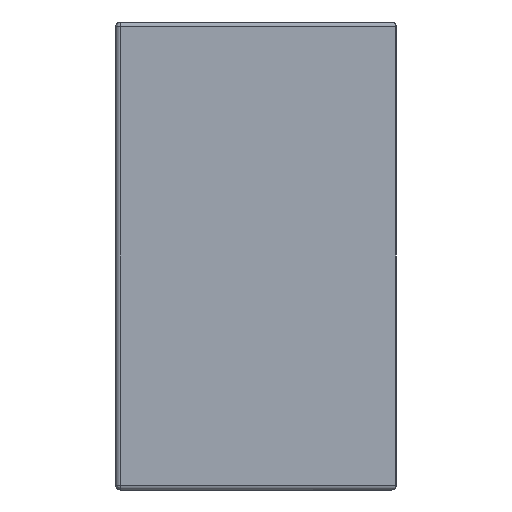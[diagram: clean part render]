
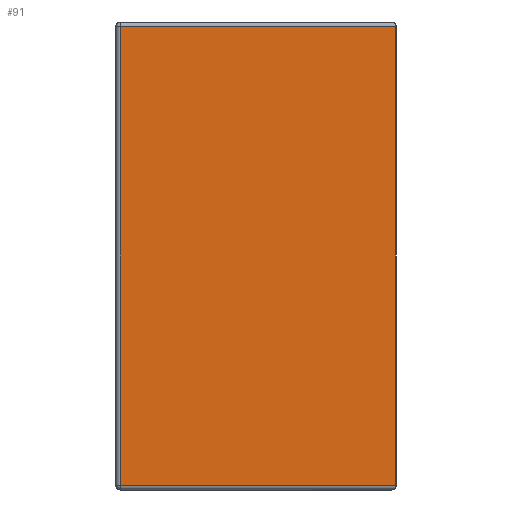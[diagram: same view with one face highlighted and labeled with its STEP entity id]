
A CAD part, left-side view. The second image highlights one B-rep face of the part: STEP entity #91.
In plain terms, the highlighted planar face has unit normal (-1, 0, 0).
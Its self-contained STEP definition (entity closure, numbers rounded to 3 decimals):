
#3 = CARTESIAN_POINT ( 'NONE',  ( -1.25, -0.598, -0.98 ) ) ;
#18 = ORIENTED_EDGE ( 'NONE', *, *, #440, .F. ) ;
#39 = ORIENTED_EDGE ( 'NONE', *, *, #677, .F. ) ;
#52 = EDGE_CURVE ( 'NONE', #770, #102, #117, .T. ) ;
#58 = LINE ( 'NONE', #132, #203 ) ;
#91 = ADVANCED_FACE ( 'NONE', ( #555 ), #139, .F. ) ;
#102 = VERTEX_POINT ( 'NONE', #494 ) ;
#117 = LINE ( 'NONE', #467, #130 ) ;
#130 = VECTOR ( 'NONE', #591, 1000. ) ;
#132 = CARTESIAN_POINT ( 'NONE',  ( -1.25, -0.598, 1. ) ) ;
#139 = PLANE ( 'NONE',  #428 ) ;
#164 = EDGE_CURVE ( 'NONE', #311, #770, #610, .T. ) ;
#203 = VECTOR ( 'NONE', #708, 1000. ) ;
#221 = ORIENTED_EDGE ( 'NONE', *, *, #164, .F. ) ;
#222 = CARTESIAN_POINT ( 'NONE',  ( -1.25, -0.598, 0.98 ) ) ;
#243 = DIRECTION ( 'NONE',  ( 0., 0., -1. ) ) ;
#253 = DIRECTION ( 'NONE',  ( 1., 0., 0. ) ) ;
#295 = ORIENTED_EDGE ( 'NONE', *, *, #52, .F. ) ;
#305 = CARTESIAN_POINT ( 'NONE',  ( -1.25, -0.6, 1. ) ) ;
#310 = CARTESIAN_POINT ( 'NONE',  ( -1.25, -0.6, -0.98 ) ) ;
#311 = VERTEX_POINT ( 'NONE', #3 ) ;
#312 = CARTESIAN_POINT ( 'NONE',  ( -1.25, -0.6, 0.98 ) ) ;
#428 = AXIS2_PLACEMENT_3D ( 'NONE', #305, #253, #243 ) ;
#440 = EDGE_CURVE ( 'NONE', #102, #687, #545, .T. ) ;
#458 = VECTOR ( 'NONE', #550, 1000. ) ;
#467 = CARTESIAN_POINT ( 'NONE',  ( -1.25, 0.58, 1. ) ) ;
#494 = CARTESIAN_POINT ( 'NONE',  ( -1.25, 0.58, 0.98 ) ) ;
#545 = LINE ( 'NONE', #312, #619 ) ;
#550 = DIRECTION ( 'NONE',  ( 0., 1., 0. ) ) ;
#555 = FACE_OUTER_BOUND ( 'NONE', #587, .T. ) ;
#587 = EDGE_LOOP ( 'NONE', ( #18, #295, #221, #39 ) ) ;
#591 = DIRECTION ( 'NONE',  ( 0., 0., 1. ) ) ;
#610 = LINE ( 'NONE', #310, #458 ) ;
#619 = VECTOR ( 'NONE', #663, 1000. ) ;
#663 = DIRECTION ( 'NONE',  ( 0., -1., 0. ) ) ;
#677 = EDGE_CURVE ( 'NONE', #687, #311, #58, .T. ) ;
#687 = VERTEX_POINT ( 'NONE', #222 ) ;
#708 = DIRECTION ( 'NONE',  ( 0., 0., -1. ) ) ;
#739 = CARTESIAN_POINT ( 'NONE',  ( -1.25, 0.58, -0.98 ) ) ;
#770 = VERTEX_POINT ( 'NONE', #739 ) ;
